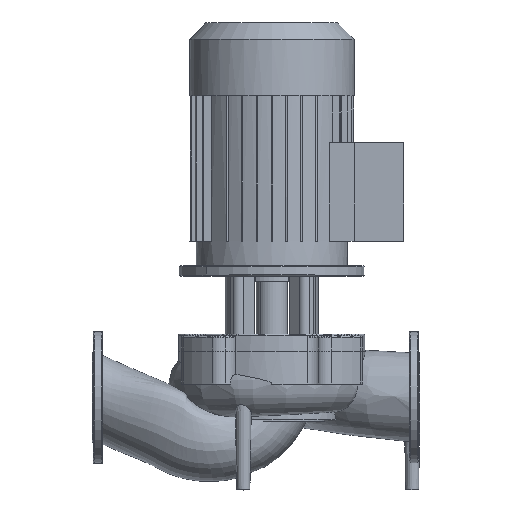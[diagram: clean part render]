
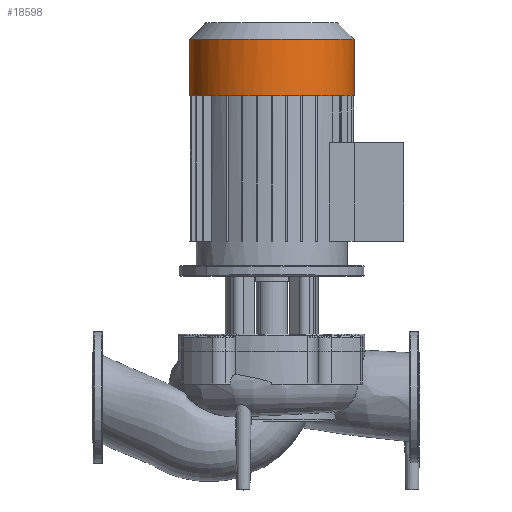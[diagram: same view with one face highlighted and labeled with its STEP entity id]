
A CAD part, top view. The second image highlights one B-rep face of the part: STEP entity #18598.
In plain terms, the highlighted cylindrical face has radius 156 mm (diameter 312 mm), a partial arc.
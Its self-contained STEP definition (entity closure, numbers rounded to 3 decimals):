
#14204=CARTESIAN_POINT('',(496.0,572.0,0.0));
#14205=VERTEX_POINT('',#14204);
#14206=CARTESIAN_POINT('',(496.0,678.8,0.0));
#14207=VERTEX_POINT('',#14206);
#14208=CARTESIAN_POINT('',(496.0,572.0,0.0));
#14209=DIRECTION('',(0.0,1.0,0.0));
#14210=VECTOR('',#14209,106.8);
#14211=LINE('',#14208,#14210);
#14212=EDGE_CURVE('',#14205,#14207,#14211,.T.);
#14214=CARTESIAN_POINT('',(184.0,572.0,0.));
#14215=VERTEX_POINT('',#14214);
#14223=CARTESIAN_POINT('',(184.0,678.8,0.));
#14224=VERTEX_POINT('',#14223);
#14225=CARTESIAN_POINT('',(184.0,572.0,0.));
#14226=DIRECTION('',(0.0,1.0,0.0));
#14227=VECTOR('',#14226,106.8);
#14228=LINE('',#14225,#14227);
#14229=EDGE_CURVE('',#14215,#14224,#14228,.T.);
#17147=CARTESIAN_POINT('',(340.0,572.0,0.0));
#17148=DIRECTION('',(0.0,1.0,0.0));
#17149=DIRECTION('',(1.0,0.0,0.0));
#17150=AXIS2_PLACEMENT_3D('',#17147,#17148,#17149);
#17151=CIRCLE('',#17150,156.0);
#17152=EDGE_CURVE('',#14215,#14205,#17151,.T.);
#18577=CARTESIAN_POINT('',(340.0,678.8,0.0));
#18578=DIRECTION('',(0.0,1.0,0.0));
#18579=DIRECTION('',(1.0,0.0,0.0));
#18580=AXIS2_PLACEMENT_3D('',#18577,#18578,#18579);
#18581=CIRCLE('',#18580,156.0);
#18582=EDGE_CURVE('',#14224,#14207,#18581,.T.);
#18587=CARTESIAN_POINT('',(340.0,710.0,0.0));
#18588=DIRECTION('',(0.0,-1.0,0.0));
#18589=DIRECTION('',(1.0,0.0,0.0));
#18590=AXIS2_PLACEMENT_3D('',#18587,#18588,#18589);
#18591=CYLINDRICAL_SURFACE('',#18590,156.0);
#18592=ORIENTED_EDGE('',*,*,#14212,.T.);
#18593=ORIENTED_EDGE('',*,*,#18582,.F.);
#18594=ORIENTED_EDGE('',*,*,#14229,.F.);
#18595=ORIENTED_EDGE('',*,*,#17152,.T.);
#18596=EDGE_LOOP('',(#18592,#18593,#18594,#18595));
#18597=FACE_OUTER_BOUND('',#18596,.T.);
#18598=ADVANCED_FACE('',(#18597),#18591,.T.);
